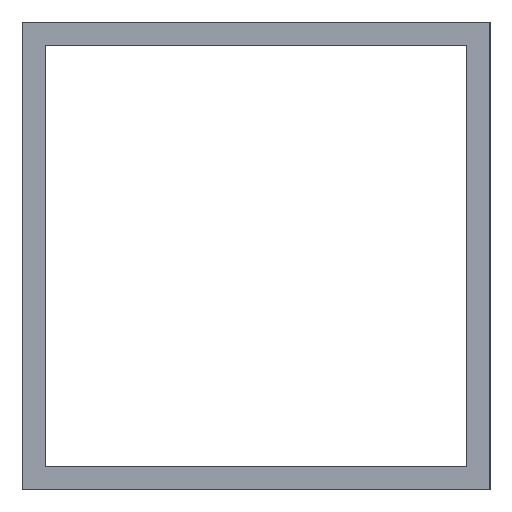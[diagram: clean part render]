
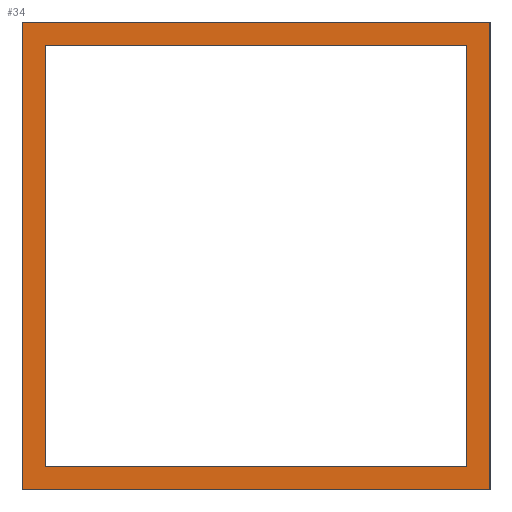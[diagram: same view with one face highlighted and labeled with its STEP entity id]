
A CAD part, left-side view. The second image highlights one B-rep face of the part: STEP entity #34.
In plain terms, the highlighted planar face has unit normal (-1, 0, 0).
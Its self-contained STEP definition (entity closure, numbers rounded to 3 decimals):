
#34 = ADVANCED_FACE( '', ( #71, #72 ), #73, .F. );
#71 = FACE_OUTER_BOUND( '', #110, .T. );
#72 = FACE_BOUND( '', #111, .T. );
#73 = PLANE( '', #112 );
#110 = EDGE_LOOP( '', ( #143, #144, #145, #146 ) );
#111 = EDGE_LOOP( '', ( #147, #148, #149, #150 ) );
#112 = AXIS2_PLACEMENT_3D( '', #151, #152, #153 );
#143 = ORIENTED_EDGE( '', *, *, #231, .F. );
#144 = ORIENTED_EDGE( '', *, *, #232, .F. );
#145 = ORIENTED_EDGE( '', *, *, #233, .F. );
#146 = ORIENTED_EDGE( '', *, *, #234, .F. );
#147 = ORIENTED_EDGE( '', *, *, #235, .T. );
#148 = ORIENTED_EDGE( '', *, *, #236, .T. );
#149 = ORIENTED_EDGE( '', *, *, #237, .T. );
#150 = ORIENTED_EDGE( '', *, *, #238, .T. );
#151 = CARTESIAN_POINT( '', ( 0., 0., 0. ) );
#152 = DIRECTION( '', ( 1., 0., 0. ) );
#153 = DIRECTION( '', ( 0., 0., -1. ) );
#231 = EDGE_CURVE( '', #265, #266, #267, .T. );
#232 = EDGE_CURVE( '', #268, #265, #269, .T. );
#233 = EDGE_CURVE( '', #270, #268, #271, .T. );
#234 = EDGE_CURVE( '', #266, #270, #272, .T. );
#235 = EDGE_CURVE( '', #273, #274, #275, .T. );
#236 = EDGE_CURVE( '', #274, #276, #277, .T. );
#237 = EDGE_CURVE( '', #276, #278, #279, .T. );
#238 = EDGE_CURVE( '', #278, #273, #280, .T. );
#265 = VERTEX_POINT( '', #315 );
#266 = VERTEX_POINT( '', #316 );
#267 = LINE( '', #317, #318 );
#268 = VERTEX_POINT( '', #319 );
#269 = LINE( '', #320, #321 );
#270 = VERTEX_POINT( '', #322 );
#271 = LINE( '', #323, #324 );
#272 = LINE( '', #325, #326 );
#273 = VERTEX_POINT( '', #327 );
#274 = VERTEX_POINT( '', #328 );
#275 = LINE( '', #329, #330 );
#276 = VERTEX_POINT( '', #331 );
#277 = LINE( '', #332, #333 );
#278 = VERTEX_POINT( '', #334 );
#279 = LINE( '', #335, #336 );
#280 = LINE( '', #337, #338 );
#315 = CARTESIAN_POINT( '', ( 0., 10., 10. ) );
#316 = CARTESIAN_POINT( '', ( 0., -10., 10. ) );
#317 = CARTESIAN_POINT( '', ( 0., 10., 10. ) );
#318 = VECTOR( '', #388, 1000. );
#319 = CARTESIAN_POINT( '', ( 0., 10., -10. ) );
#320 = CARTESIAN_POINT( '', ( 0., 10., -10. ) );
#321 = VECTOR( '', #389, 1000. );
#322 = CARTESIAN_POINT( '', ( 0., -10., -10. ) );
#323 = CARTESIAN_POINT( '', ( 0., -10., -10. ) );
#324 = VECTOR( '', #390, 1000. );
#325 = CARTESIAN_POINT( '', ( 0., -10., 10. ) );
#326 = VECTOR( '', #391, 1000. );
#327 = CARTESIAN_POINT( '', ( 0., 9., 9. ) );
#328 = CARTESIAN_POINT( '', ( 0., -9., 9. ) );
#329 = CARTESIAN_POINT( '', ( 0., 9., 9. ) );
#330 = VECTOR( '', #392, 1000. );
#331 = CARTESIAN_POINT( '', ( 0., -9., -9. ) );
#332 = CARTESIAN_POINT( '', ( 0., -9., 9. ) );
#333 = VECTOR( '', #393, 1000. );
#334 = CARTESIAN_POINT( '', ( 0., 9., -9. ) );
#335 = CARTESIAN_POINT( '', ( 0., -9., -9. ) );
#336 = VECTOR( '', #394, 1000. );
#337 = CARTESIAN_POINT( '', ( 0., 9., -9. ) );
#338 = VECTOR( '', #395, 1000. );
#388 = DIRECTION( '', ( 0., -1., 0. ) );
#389 = DIRECTION( '', ( 0., 0., 1. ) );
#390 = DIRECTION( '', ( 0., 1., 0. ) );
#391 = DIRECTION( '', ( 0., 0., -1. ) );
#392 = DIRECTION( '', ( 0., -1., 0. ) );
#393 = DIRECTION( '', ( 0., 0., -1. ) );
#394 = DIRECTION( '', ( 0., 1., 0. ) );
#395 = DIRECTION( '', ( 0., 0., 1. ) );
